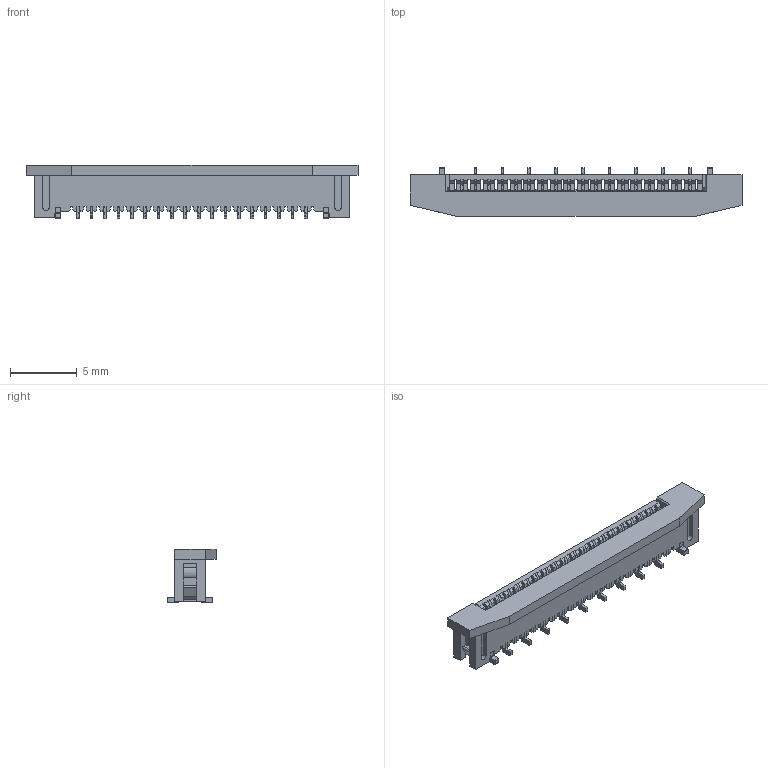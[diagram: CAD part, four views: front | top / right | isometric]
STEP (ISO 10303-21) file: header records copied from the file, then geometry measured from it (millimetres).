
FILE_DESCRIPTION( ( 'Unknown' ), '1' );
FILE_NAME( '686118183822.stp', 'Unknown', ( 'Unknown' ), ( 'Unknown' ), 'PSStep 18.0.17', 'Unknown', ' ' );
FILE_SCHEMA( ( 'AUTOMOTIVE_DESIGN { 1 0 10303 214 1 1 1 1 }' ) );
Length unit declared in the file: millimetre
Products named in the file (6): Assem1; 6861xx183822_Solder pad; 6861xx183822_pin1; 6861xx183822_pin2; 686118183822_Actuator; 686118183822
Assembly tree (22 placements, depth 2):
  Assem1
    6861xx183822_Solder pad  x2
    6861xx183822_pin1  x9
    6861xx183822_pin2  x9
    686118183822_Actuator
    686118183822
Bounding box: 24.8 x 3.6 x 4.03 mm (x, y, z)
Volume: 161.4 mm3; surface area: 952.8 mm2
Topology: 22 solids, 22 shells, 1567 faces, 4997 edges, 3326 vertices
Faces by surface type: plane 1158, cylinder 409
Entity records: 36711 total; most frequent: ORIENTED_EDGE 5626, CARTESIAN_POINT 5511, DIRECTION 4599, EDGE_CURVE 2813, LINE 2683, VECTOR 2683, VERTEX_POINT 1870, AXIS2_PLACEMENT_3D 958
